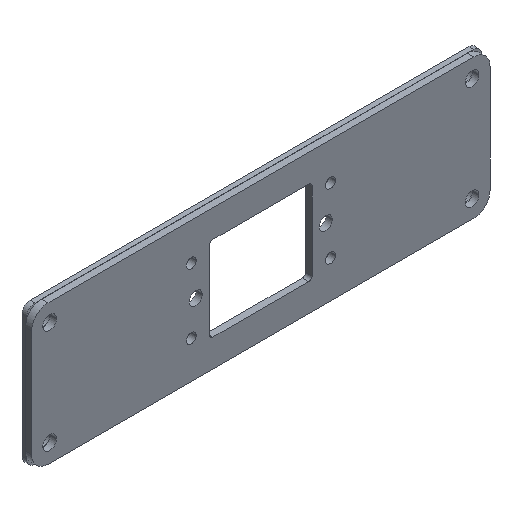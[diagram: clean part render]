
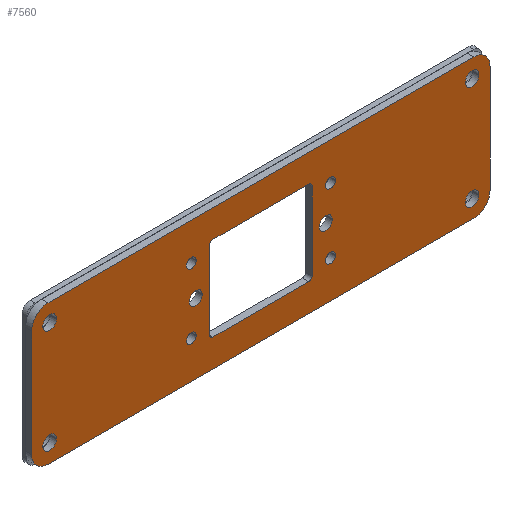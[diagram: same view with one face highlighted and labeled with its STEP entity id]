
A CAD part, isometric view. The second image highlights one B-rep face of the part: STEP entity #7560.
In plain terms, the highlighted face is planar.
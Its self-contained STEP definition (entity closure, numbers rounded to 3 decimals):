
#1410=CARTESIAN_POINT('',(5.,0.,-2.));
#1420=VERTEX_POINT('',#1410);
#1500=CARTESIAN_POINT('',(136.,0.,-2.));
#1510=VERTEX_POINT('',#1500);
#1540=CARTESIAN_POINT('',(13.5,0.,-2.));
#1550=DIRECTION('',(1.,0.,0.));
#1560=VECTOR('',#1550,1.);
#1570=LINE('',#1540,#1560);
#1580=EDGE_CURVE('',#1420,#1510,#1570,.T.);
#4700=CARTESIAN_POINT('',(27.,0.,-2.));
#4710=DIRECTION('',(0.,0.,1.));
#4720=DIRECTION('',(1.,0.,0.));
#4730=AXIS2_PLACEMENT_3D('',#4700,#4710,#4720);
#4740=PLANE('',#4730);
#4750=CARTESIAN_POINT('',(49.1,31.5,-2.));
#4760=DIRECTION('',(0.,0.,1.));
#4770=DIRECTION('',(1.,0.,0.));
#4780=AXIS2_PLACEMENT_3D('',#4750,#4760,#4770);
#4790=CIRCLE('',#4780,1.5);
#4800=CARTESIAN_POINT('',(50.6,31.5,-2.));
#4810=VERTEX_POINT('',#4800);
#4820=CARTESIAN_POINT('',(47.6,31.5,-2.));
#4830=VERTEX_POINT('',#4820);
#4840=EDGE_CURVE('',#4810,#4830,#4790,.T.);
#4850=ORIENTED_EDGE('',*,*,#4840,.T.);
#4860=EDGE_CURVE('',#4830,#4810,#4790,.T.);
#4870=ORIENTED_EDGE('',*,*,#4860,.T.);
#4880=EDGE_LOOP('',(#4870,#4850));
#4890=FACE_BOUND('',#4880,.T.);
#4900=CARTESIAN_POINT('',(90.5,21.5,-2.));
#4910=DIRECTION('',(0.,0.,1.));
#4920=DIRECTION('',(1.,0.,0.));
#4930=AXIS2_PLACEMENT_3D('',#4900,#4910,#4920);
#4940=CIRCLE('',#4930,2.);
#4950=CARTESIAN_POINT('',(92.5,21.5,-2.));
#4960=VERTEX_POINT('',#4950);
#4970=CARTESIAN_POINT('',(88.5,21.5,-2.));
#4980=VERTEX_POINT('',#4970);
#4990=EDGE_CURVE('',#4960,#4980,#4940,.T.);
#5000=ORIENTED_EDGE('',*,*,#4990,.T.);
#5010=EDGE_CURVE('',#4980,#4960,#4940,.T.);
#5020=ORIENTED_EDGE('',*,*,#5010,.T.);
#5030=EDGE_LOOP('',(#5020,#5000));
#5040=FACE_BOUND('',#5030,.T.);
#5050=CARTESIAN_POINT('',(5.5,37.5,-2.));
#5060=DIRECTION('',(0.,0.,1.));
#5070=DIRECTION('',(1.,0.,0.));
#5080=AXIS2_PLACEMENT_3D('',#5050,#5060,#5070);
#5090=CIRCLE('',#5080,2.1);
#5100=CARTESIAN_POINT('',(7.6,37.5,-2.));
#5110=VERTEX_POINT('',#5100);
#5120=CARTESIAN_POINT('',(3.4,37.5,-2.));
#5130=VERTEX_POINT('',#5120);
#5140=EDGE_CURVE('',#5110,#5130,#5090,.T.);
#5150=ORIENTED_EDGE('',*,*,#5140,.T.);
#5160=EDGE_CURVE('',#5130,#5110,#5090,.T.);
#5170=ORIENTED_EDGE('',*,*,#5160,.T.);
#5180=EDGE_LOOP('',(#5170,#5150));
#5190=FACE_BOUND('',#5180,.T.);
#5200=CARTESIAN_POINT('',(5.5,5.5,-2.));
#5210=DIRECTION('',(0.,0.,1.));
#5220=DIRECTION('',(1.,0.,0.));
#5230=AXIS2_PLACEMENT_3D('',#5200,#5210,#5220);
#5240=CIRCLE('',#5230,2.1);
#5250=CARTESIAN_POINT('',(7.6,5.5,-2.));
#5260=VERTEX_POINT('',#5250);
#5270=CARTESIAN_POINT('',(3.4,5.5,-2.));
#5280=VERTEX_POINT('',#5270);
#5290=EDGE_CURVE('',#5260,#5280,#5240,.T.);
#5300=ORIENTED_EDGE('',*,*,#5290,.T.);
#5310=EDGE_CURVE('',#5280,#5260,#5240,.T.);
#5320=ORIENTED_EDGE('',*,*,#5310,.T.);
#5330=EDGE_LOOP('',(#5320,#5300));
#5340=FACE_BOUND('',#5330,.T.);
#5350=CARTESIAN_POINT('',(135.5,37.5,-2.));
#5360=DIRECTION('',(0.,0.,1.));
#5370=DIRECTION('',(1.,0.,0.));
#5380=AXIS2_PLACEMENT_3D('',#5350,#5360,#5370);
#5390=CIRCLE('',#5380,2.1);
#5400=CARTESIAN_POINT('',(137.6,37.5,-2.));
#5410=VERTEX_POINT('',#5400);
#5420=CARTESIAN_POINT('',(133.4,37.5,-2.));
#5430=VERTEX_POINT('',#5420);
#5440=EDGE_CURVE('',#5410,#5430,#5390,.T.);
#5450=ORIENTED_EDGE('',*,*,#5440,.T.);
#5460=EDGE_CURVE('',#5430,#5410,#5390,.T.);
#5470=ORIENTED_EDGE('',*,*,#5460,.T.);
#5480=EDGE_LOOP('',(#5470,#5450));
#5490=FACE_BOUND('',#5480,.T.);
#5500=CARTESIAN_POINT('',(135.5,5.5,-2.));
#5510=DIRECTION('',(0.,0.,1.));
#5520=DIRECTION('',(1.,0.,0.));
#5530=AXIS2_PLACEMENT_3D('',#5500,#5510,#5520);
#5540=CIRCLE('',#5530,2.1);
#5550=CARTESIAN_POINT('',(137.6,5.5,-2.));
#5560=VERTEX_POINT('',#5550);
#5570=CARTESIAN_POINT('',(133.4,5.5,-2.));
#5580=VERTEX_POINT('',#5570);
#5590=EDGE_CURVE('',#5560,#5580,#5540,.T.);
#5600=ORIENTED_EDGE('',*,*,#5590,.T.);
#5610=EDGE_CURVE('',#5580,#5560,#5540,.T.);
#5620=ORIENTED_EDGE('',*,*,#5610,.T.);
#5630=EDGE_LOOP('',(#5620,#5600));
#5640=FACE_BOUND('',#5630,.T.);
#5650=CARTESIAN_POINT('',(50.5,21.5,-2.));
#5660=DIRECTION('',(0.,0.,1.));
#5670=DIRECTION('',(1.,0.,0.));
#5680=AXIS2_PLACEMENT_3D('',#5650,#5660,#5670);
#5690=CIRCLE('',#5680,2.);
#5700=CARTESIAN_POINT('',(52.5,21.5,-2.));
#5710=VERTEX_POINT('',#5700);
#5720=CARTESIAN_POINT('',(48.5,21.5,-2.));
#5730=VERTEX_POINT('',#5720);
#5740=EDGE_CURVE('',#5710,#5730,#5690,.T.);
#5750=ORIENTED_EDGE('',*,*,#5740,.T.);
#5760=EDGE_CURVE('',#5730,#5710,#5690,.T.);
#5770=ORIENTED_EDGE('',*,*,#5760,.T.);
#5780=EDGE_LOOP('',(#5770,#5750));
#5790=FACE_BOUND('',#5780,.T.);
#5800=CARTESIAN_POINT('',(91.9,11.5,-2.));
#5810=DIRECTION('',(0.,0.,1.));
#5820=DIRECTION('',(1.,0.,0.));
#5830=AXIS2_PLACEMENT_3D('',#5800,#5810,#5820);
#5840=CIRCLE('',#5830,1.5);
#5850=CARTESIAN_POINT('',(93.4,11.5,-2.));
#5860=VERTEX_POINT('',#5850);
#5870=CARTESIAN_POINT('',(90.4,11.5,-2.));
#5880=VERTEX_POINT('',#5870);
#5890=EDGE_CURVE('',#5860,#5880,#5840,.T.);
#5900=ORIENTED_EDGE('',*,*,#5890,.T.);
#5910=EDGE_CURVE('',#5880,#5860,#5840,.T.);
#5920=ORIENTED_EDGE('',*,*,#5910,.T.);
#5930=EDGE_LOOP('',(#5920,#5900));
#5940=FACE_BOUND('',#5930,.T.);
#5950=CARTESIAN_POINT('',(91.9,31.5,-2.));
#5960=DIRECTION('',(0.,0.,1.));
#5970=DIRECTION('',(1.,0.,0.));
#5980=AXIS2_PLACEMENT_3D('',#5950,#5960,#5970);
#5990=CIRCLE('',#5980,1.5);
#6000=CARTESIAN_POINT('',(93.4,31.5,-2.));
#6010=VERTEX_POINT('',#6000);
#6020=CARTESIAN_POINT('',(90.4,31.5,-2.));
#6030=VERTEX_POINT('',#6020);
#6040=EDGE_CURVE('',#6010,#6030,#5990,.T.);
#6050=ORIENTED_EDGE('',*,*,#6040,.T.);
#6060=EDGE_CURVE('',#6030,#6010,#5990,.T.);
#6070=ORIENTED_EDGE('',*,*,#6060,.T.);
#6080=EDGE_LOOP('',(#6070,#6050));
#6090=FACE_BOUND('',#6080,.T.);
#6100=CARTESIAN_POINT('',(49.1,11.5,-2.));
#6110=DIRECTION('',(0.,0.,1.));
#6120=DIRECTION('',(1.,0.,0.));
#6130=AXIS2_PLACEMENT_3D('',#6100,#6110,#6120);
#6140=CIRCLE('',#6130,1.5);
#6150=CARTESIAN_POINT('',(50.6,11.5,-2.));
#6160=VERTEX_POINT('',#6150);
#6170=CARTESIAN_POINT('',(47.6,11.5,-2.));
#6180=VERTEX_POINT('',#6170);
#6190=EDGE_CURVE('',#6160,#6180,#6140,.T.);
#6200=ORIENTED_EDGE('',*,*,#6190,.T.);
#6210=EDGE_CURVE('',#6180,#6160,#6140,.T.);
#6220=ORIENTED_EDGE('',*,*,#6210,.T.);
#6230=EDGE_LOOP('',(#6220,#6200));
#6240=FACE_BOUND('',#6230,.T.);
#6250=CARTESIAN_POINT('',(55.75,33.5,-2.));
#6260=DIRECTION('',(0.,0.,1.));
#6270=DIRECTION('',(1.,0.,0.));
#6280=AXIS2_PLACEMENT_3D('',#6250,#6260,#6270);
#6290=CIRCLE('',#6280,1.);
#6300=CARTESIAN_POINT('',(55.75,34.5,-2.));
#6310=VERTEX_POINT('',#6300);
#6320=CARTESIAN_POINT('',(54.75,33.5,-2.));
#6330=VERTEX_POINT('',#6320);
#6340=EDGE_CURVE('',#6310,#6330,#6290,.T.);
#6350=ORIENTED_EDGE('',*,*,#6340,.T.);
#6360=CARTESIAN_POINT('',(101.5,34.5,-2.));
#6370=DIRECTION('',(-1.,0.,0.));
#6380=VECTOR('',#6370,1.);
#6390=LINE('',#6360,#6380);
#6400=CARTESIAN_POINT('',(85.25,34.5,-2.));
#6410=VERTEX_POINT('',#6400);
#6420=EDGE_CURVE('',#6410,#6310,#6390,.T.);
#6430=ORIENTED_EDGE('',*,*,#6420,.T.);
#6440=CARTESIAN_POINT('',(85.25,33.5,-2.));
#6450=DIRECTION('',(0.,0.,1.));
#6460=DIRECTION('',(1.,0.,0.));
#6470=AXIS2_PLACEMENT_3D('',#6440,#6450,#6460);
#6480=CIRCLE('',#6470,1.);
#6490=CARTESIAN_POINT('',(86.25,33.5,-2.));
#6500=VERTEX_POINT('',#6490);
#6510=EDGE_CURVE('',#6500,#6410,#6480,.T.);
#6520=ORIENTED_EDGE('',*,*,#6510,.T.);
#6530=CARTESIAN_POINT('',(86.25,11.75,-2.));
#6540=DIRECTION('',(0.,1.,0.));
#6550=VECTOR('',#6540,1.);
#6560=LINE('',#6530,#6550);
#6570=CARTESIAN_POINT('',(86.25,9.5,-2.));
#6580=VERTEX_POINT('',#6570);
#6590=EDGE_CURVE('',#6580,#6500,#6560,.T.);
#6600=ORIENTED_EDGE('',*,*,#6590,.T.);
#6610=CARTESIAN_POINT('',(85.25,9.5,-2.));
#6620=DIRECTION('',(0.,0.,-1.));
#6630=DIRECTION('',(-1.,0.,0.));
#6640=AXIS2_PLACEMENT_3D('',#6610,#6620,#6630);
#6650=CIRCLE('',#6640,1.);
#6660=CARTESIAN_POINT('',(85.25,8.5,-2.));
#6670=VERTEX_POINT('',#6660);
#6680=EDGE_CURVE('',#6580,#6670,#6650,.T.);
#6690=ORIENTED_EDGE('',*,*,#6680,.F.);
#6700=CARTESIAN_POINT('',(39.5,8.5,-2.));
#6710=DIRECTION('',(1.,0.,0.));
#6720=VECTOR('',#6710,1.);
#6730=LINE('',#6700,#6720);
#6740=CARTESIAN_POINT('',(55.75,8.5,-2.));
#6750=VERTEX_POINT('',#6740);
#6760=EDGE_CURVE('',#6750,#6670,#6730,.T.);
#6770=ORIENTED_EDGE('',*,*,#6760,.T.);
#6780=CARTESIAN_POINT('',(55.75,9.5,-2.));
#6790=DIRECTION('',(0.,0.,1.));
#6800=DIRECTION('',(1.,0.,0.));
#6810=AXIS2_PLACEMENT_3D('',#6780,#6790,#6800);
#6820=CIRCLE('',#6810,1.);
#6830=CARTESIAN_POINT('',(54.75,9.5,-2.));
#6840=VERTEX_POINT('',#6830);
#6850=EDGE_CURVE('',#6840,#6750,#6820,.T.);
#6860=ORIENTED_EDGE('',*,*,#6850,.T.);
#6870=CARTESIAN_POINT('',(54.75,31.25,-2.));
#6880=DIRECTION('',(0.,-1.,0.));
#6890=VECTOR('',#6880,1.);
#6900=LINE('',#6870,#6890);
#6910=EDGE_CURVE('',#6330,#6840,#6900,.T.);
#6920=ORIENTED_EDGE('',*,*,#6910,.T.);
#6930=EDGE_LOOP('',(#6920,#6860,#6770,#6690,#6600,#6520,#6430,#6350));
#6940=FACE_BOUND('',#6930,.T.);
#6950=CARTESIAN_POINT('',(5.,38.,-2.));
#6960=DIRECTION('',(0.,0.,-1.));
#6970=DIRECTION('',(-1.,0.,0.));
#6980=AXIS2_PLACEMENT_3D('',#6950,#6960,#6970);
#6990=CIRCLE('',#6980,5.);
#7000=CARTESIAN_POINT('',(0.,38.,-2.));
#7010=VERTEX_POINT('',#7000);
#7020=CARTESIAN_POINT('',(5.,43.,-2.));
#7030=VERTEX_POINT('',#7020);
#7040=EDGE_CURVE('',#7010,#7030,#6990,.T.);
#7050=ORIENTED_EDGE('',*,*,#7040,.T.);
#7060=CARTESIAN_POINT('',(0.,43.,-2.));
#7070=DIRECTION('',(0.,-1.,0.));
#7080=VECTOR('',#7070,1.);
#7090=LINE('',#7060,#7080);
#7100=CARTESIAN_POINT('',(0.,5.,-2.));
#7110=VERTEX_POINT('',#7100);
#7120=EDGE_CURVE('',#7010,#7110,#7090,.T.);
#7130=ORIENTED_EDGE('',*,*,#7120,.F.);
#7140=CARTESIAN_POINT('',(5.,5.,-2.));
#7150=DIRECTION('',(0.,0.,-1.));
#7160=DIRECTION('',(-1.,0.,0.));
#7170=AXIS2_PLACEMENT_3D('',#7140,#7150,#7160);
#7180=CIRCLE('',#7170,5.);
#7190=EDGE_CURVE('',#1420,#7110,#7180,.T.);
#7200=ORIENTED_EDGE('',*,*,#7190,.T.);
#7210=ORIENTED_EDGE('',*,*,#1580,.F.);
#7220=CARTESIAN_POINT('',(136.,5.,-2.));
#7230=DIRECTION('',(0.,0.,-1.));
#7240=DIRECTION('',(-1.,0.,0.));
#7250=AXIS2_PLACEMENT_3D('',#7220,#7230,#7240);
#7260=CIRCLE('',#7250,5.);
#7270=CARTESIAN_POINT('',(141.,5.,-2.));
#7280=VERTEX_POINT('',#7270);
#7290=EDGE_CURVE('',#7280,#1510,#7260,.T.);
#7300=ORIENTED_EDGE('',*,*,#7290,.T.);
#7310=CARTESIAN_POINT('',(141.,0.,-2.));
#7320=DIRECTION('',(0.,1.,0.));
#7330=VECTOR('',#7320,1.);
#7340=LINE('',#7310,#7330);
#7350=CARTESIAN_POINT('',(141.,38.,-2.));
#7360=VERTEX_POINT('',#7350);
#7370=EDGE_CURVE('',#7280,#7360,#7340,.T.);
#7380=ORIENTED_EDGE('',*,*,#7370,.F.);
#7390=CARTESIAN_POINT('',(136.,38.,-2.));
#7400=DIRECTION('',(0.,0.,-1.));
#7410=DIRECTION('',(-1.,0.,0.));
#7420=AXIS2_PLACEMENT_3D('',#7390,#7400,#7410);
#7430=CIRCLE('',#7420,5.);
#7440=CARTESIAN_POINT('',(136.,43.,-2.));
#7450=VERTEX_POINT('',#7440);
#7460=EDGE_CURVE('',#7450,#7360,#7430,.T.);
#7470=ORIENTED_EDGE('',*,*,#7460,.T.);
#7480=CARTESIAN_POINT('',(141.,43.,-2.));
#7490=DIRECTION('',(-1.,0.,0.));
#7500=VECTOR('',#7490,1.);
#7510=LINE('',#7480,#7500);
#7520=EDGE_CURVE('',#7450,#7030,#7510,.T.);
#7530=ORIENTED_EDGE('',*,*,#7520,.F.);
#7540=EDGE_LOOP('',(#7530,#7470,#7380,#7300,#7210,#7200,#7130,#7050));
#7550=FACE_OUTER_BOUND('',#7540,.T.);
#7560=ADVANCED_FACE('',(#4890,#5040,#5190,#5340,#5490,#5640,#5790,#5940,
#6090,#6240,#6940,#7550),#4740,.F.);
